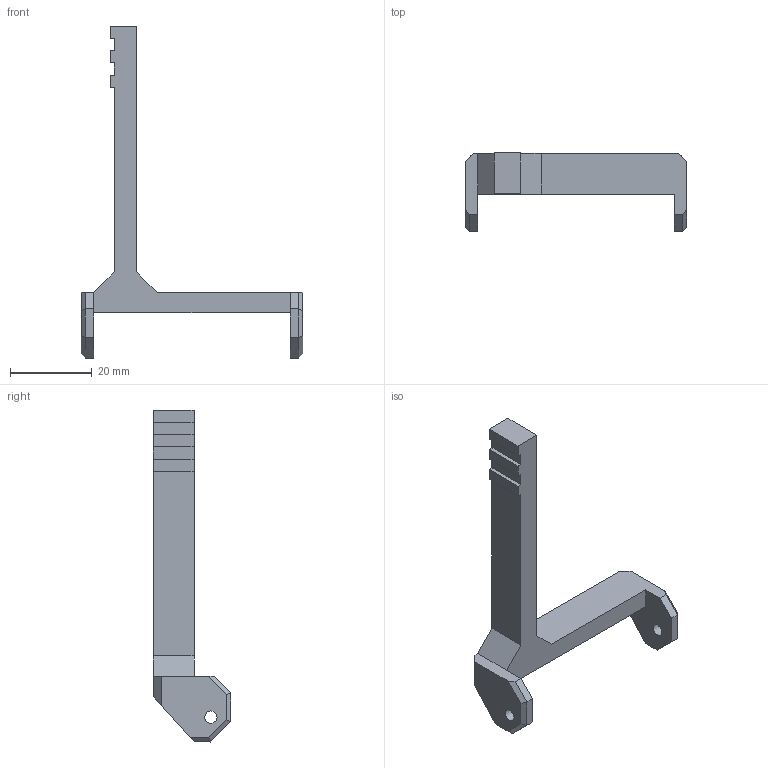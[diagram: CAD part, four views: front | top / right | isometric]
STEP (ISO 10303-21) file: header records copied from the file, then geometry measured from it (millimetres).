
FILE_DESCRIPTION(/* description */ (''),/* implementation_level */ '2;1');
FILE_NAME(/* name */ 'cable holder.step',/* time_stamp */ '2022-10-10T10:46:55+03:00',/* author */ (''),/* organization */ (''),/* preprocessor_version */ 'ST-DEVELOPER v19',/* originating_system */ 'Autodesk Translation Framework v11.7.0.108',/* authorisation */ '');
FILE_SCHEMA (('AUTOMOTIVE_DESIGN { 1 0 10303 214 3 1 1 }'));
Length unit declared in the file: millimetre
Products named in the file (2): Box Crossbeam v9 fork ORBITER; CableHolder
Assembly tree (1 placements, depth 2):
  Box Crossbeam v9 fork ORBITER
    CableHolder
Bounding box: 54 x 19 x 81 mm (x, y, z)
Volume: 7594.3 mm3; surface area: 4665.7 mm2
Topology: 1 solids, 1 shells, 46 faces, 125 edges, 81 vertices
Faces by surface type: plane 44, cylinder 2
Full cylindrical faces by diameter (mm): 3 x2
Entity records: 1478 total; most frequent: CARTESIAN_POINT 255, ORIENTED_EDGE 250, DIRECTION 227, EDGE_CURVE 125, LINE 121, VECTOR 121, VERTEX_POINT 81, AXIS2_PLACEMENT_3D 53
